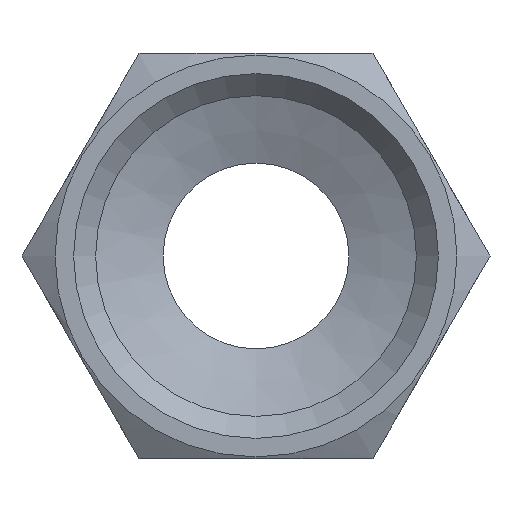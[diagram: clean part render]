
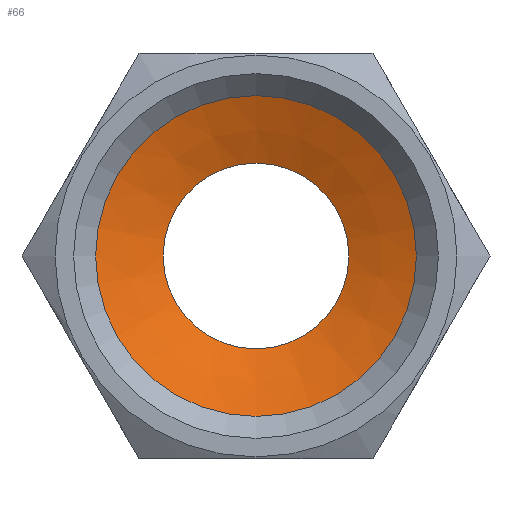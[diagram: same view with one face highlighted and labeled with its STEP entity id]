
A CAD part, front view. The second image highlights one B-rep face of the part: STEP entity #66.
In plain terms, the highlighted conical face has half-angle 68 degrees and reference radius 9.5 mm.
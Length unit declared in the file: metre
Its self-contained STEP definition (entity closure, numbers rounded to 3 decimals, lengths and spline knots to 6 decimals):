
#66 = ADVANCED_FACE( 'NONE', ( #149, #150 ), #151, .F. );
#149 = FACE_OUTER_BOUND( '', #254, .T. );
#150 = FACE_BOUND( '', #255, .T. );
#151 = CONICAL_SURFACE( '', #256, 0.0095, 1.187 );
#254 = EDGE_LOOP( '', ( #382 ) );
#255 = EDGE_LOOP( '', ( #383 ) );
#256 = AXIS2_PLACEMENT_3D( '', #384, #385, #386 );
#382 = ORIENTED_EDGE( '', *, *, #515, .T. );
#383 = ORIENTED_EDGE( '', *, *, #541, .T. );
#384 = CARTESIAN_POINT( '', ( 0., 0.014, 0. ) );
#385 = DIRECTION( '', ( 0., -1., 0. ) );
#386 = DIRECTION( '', ( 0., 0., -1. ) );
#515 = EDGE_CURVE( 'NONE', #587, #587, #588, .T. );
#541 = EDGE_CURVE( 'NONE', #630, #630, #631, .T. );
#587 = VERTEX_POINT( '', #707 );
#588 = CIRCLE( '', #708, 0.0095 );
#630 = VERTEX_POINT( '', #800 );
#631 = CIRCLE( '', #801, 0.0055 );
#707 = CARTESIAN_POINT( '', ( 0., 0.014, -0.0095 ) );
#708 = AXIS2_PLACEMENT_3D( '', #886, #887, #888 );
#800 = CARTESIAN_POINT( '', ( 0., 0.015616, -0.0055 ) );
#801 = AXIS2_PLACEMENT_3D( '', #915, #916, #917 );
#886 = CARTESIAN_POINT( '', ( 0., 0.014, 0. ) );
#887 = DIRECTION( '', ( 0., -1., 0. ) );
#888 = DIRECTION( '', ( 0., 0., -1. ) );
#915 = CARTESIAN_POINT( '', ( 0., 0.015616, 0. ) );
#916 = DIRECTION( '', ( 0., 1., 0. ) );
#917 = DIRECTION( '', ( 0., 0., -1. ) );
